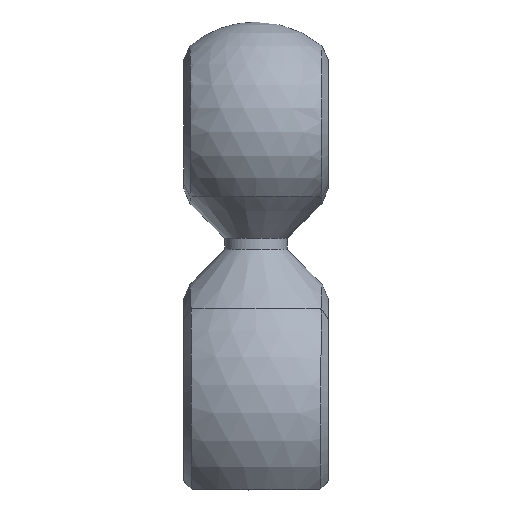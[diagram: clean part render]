
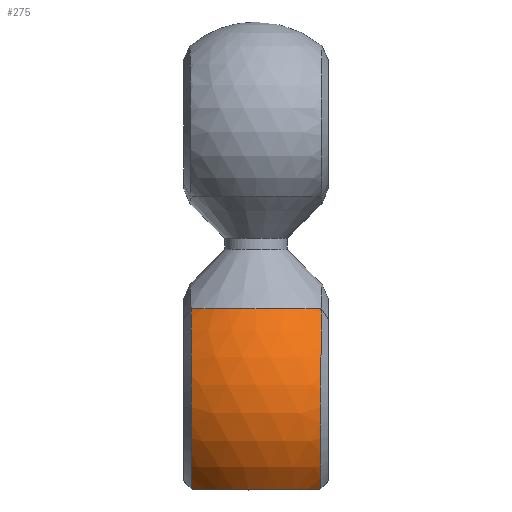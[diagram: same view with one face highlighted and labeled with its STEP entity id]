
A CAD part, top view. The second image highlights one B-rep face of the part: STEP entity #275.
In plain terms, the highlighted spherical face has radius 5 mm.
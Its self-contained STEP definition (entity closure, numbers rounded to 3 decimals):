
#32 = VERTEX_POINT('',#33);
#33 = CARTESIAN_POINT('',(-2.535,3.536,2.464)
  );
#54 = EDGE_CURVE('',#32,#55,#57,.T.);
#55 = VERTEX_POINT('',#56);
#56 = CARTESIAN_POINT('',(2.537,3.536,2.463)
  );
#57 = CIRCLE('',#58,3.536);
#58 = AXIS2_PLACEMENT_3D('',#59,#60,#61);
#59 = CARTESIAN_POINT('',(0.,3.536,0.));
#60 = DIRECTION('',(0.,1.,-0.));
#61 = DIRECTION('',(-1.,0.,0.));
#275 = ADVANCED_FACE('',(#276),#374,.T.);
#276 = FACE_BOUND('',#277,.F.);
#277 = EDGE_LOOP('',(#278,#289,#299,#331,#332,#366));
#278 = ORIENTED_EDGE('',*,*,#279,.F.);
#279 = EDGE_CURVE('',#280,#282,#284,.T.);
#280 = VERTEX_POINT('',#281);
#281 = CARTESIAN_POINT('',(-2.478,-3.536,2.521));
#282 = VERTEX_POINT('',#283);
#283 = CARTESIAN_POINT('',(2.478,-3.536,2.521
    ));
#284 = CIRCLE('',#285,3.536);
#285 = AXIS2_PLACEMENT_3D('',#286,#287,#288);
#286 = CARTESIAN_POINT('',(0.,-3.536,0.));
#287 = DIRECTION('',(0.,1.,-0.));
#288 = DIRECTION('',(-1.,0.,0.));
#289 = ORIENTED_EDGE('',*,*,#290,.F.);
#290 = EDGE_CURVE('',#291,#280,#293,.T.);
#291 = VERTEX_POINT('',#292);
#292 = CARTESIAN_POINT('',(-2.533,-3.481,
    2.543));
#293 = B_SPLINE_CURVE_WITH_KNOTS('',4,(#294,#295,#296,#297,#298),
  .UNSPECIFIED.,.F.,.F.,(5,5),(0.,1.),.PIECEWISE_BEZIER_KNOTS.);
#294 = CARTESIAN_POINT('',(-2.533,-3.481,
    2.543));
#295 = CARTESIAN_POINT('',(-2.519,-3.495,
    2.538));
#296 = CARTESIAN_POINT('',(-2.506,-3.508,
    2.533));
#297 = CARTESIAN_POINT('',(-2.492,-3.522,
    2.527));
#298 = CARTESIAN_POINT('',(-2.478,-3.536,2.521));
#299 = ORIENTED_EDGE('',*,*,#300,.T.);
#300 = EDGE_CURVE('',#291,#32,#301,.T.);
#301 = B_SPLINE_CURVE_WITH_KNOTS('',10,(#302,#303,#304,#305,#306,#307,
    #308,#309,#310,#311,#312,#313,#314,#315,#316,#317,#318,#319,#320,
    #321,#322,#323,#324,#325,#326,#327,#328,#329,#330),.UNSPECIFIED.,.F.
  ,.F.,(11,9,9,11),(-1.333,-0.51,0.,7.741),
  .UNSPECIFIED.);
#302 = CARTESIAN_POINT('',(-2.532,-4.322,
    0.871));
#303 = CARTESIAN_POINT('',(-2.532,-4.285,
    0.955));
#304 = CARTESIAN_POINT('',(-2.532,-4.248,
    1.04));
#305 = CARTESIAN_POINT('',(-2.532,-4.212,
    1.124));
#306 = CARTESIAN_POINT('',(-2.532,-4.175,
    1.208));
#307 = CARTESIAN_POINT('',(-2.533,-4.138,
    1.293));
#308 = CARTESIAN_POINT('',(-2.533,-4.102,
    1.377));
#309 = CARTESIAN_POINT('',(-2.533,-4.065,1.462
    ));
#310 = CARTESIAN_POINT('',(-2.533,-4.028,
    1.546));
#311 = CARTESIAN_POINT('',(-2.533,-3.992,
    1.63));
#312 = CARTESIAN_POINT('',(-2.533,-3.933,1.767)
  );
#313 = CARTESIAN_POINT('',(-2.533,-3.909,
    1.819));
#314 = CARTESIAN_POINT('',(-2.533,-3.885,1.87)
  );
#315 = CARTESIAN_POINT('',(-2.533,-3.86,
    1.921));
#316 = CARTESIAN_POINT('',(-2.533,-3.835,
    1.972));
#317 = CARTESIAN_POINT('',(-2.533,-3.809,
    2.022));
#318 = CARTESIAN_POINT('',(-2.533,-3.782,2.071
    ));
#319 = CARTESIAN_POINT('',(-2.533,-3.754,2.121
    ));
#320 = CARTESIAN_POINT('',(-2.533,-3.726,
    2.169));
#321 = CARTESIAN_POINT('',(-2.533,-3.255,
    2.954));
#322 = CARTESIAN_POINT('',(-2.533,-2.65,
    3.592));
#323 = CARTESIAN_POINT('',(-2.533,-1.907,
    4.093));
#324 = CARTESIAN_POINT('',(-2.533,-1.062,
    4.419));
#325 = CARTESIAN_POINT('',(-2.533,-0.158,
    4.557));
#326 = CARTESIAN_POINT('',(-2.534,0.753,4.48
    ));
#327 = CARTESIAN_POINT('',(-2.532,1.615,4.218
    ));
#328 = CARTESIAN_POINT('',(-2.539,2.402,3.769
    ));
#329 = CARTESIAN_POINT('',(-2.54,3.053,3.152
    ));
#330 = CARTESIAN_POINT('',(-2.535,3.536,2.464
    ));
#331 = ORIENTED_EDGE('',*,*,#54,.T.);
#332 = ORIENTED_EDGE('',*,*,#333,.F.);
#333 = EDGE_CURVE('',#334,#55,#336,.T.);
#334 = VERTEX_POINT('',#335);
#335 = CARTESIAN_POINT('',(2.533,-3.481,2.543
    ));
#336 = B_SPLINE_CURVE_WITH_KNOTS('',10,(#337,#338,#339,#340,#341,#342,
    #343,#344,#345,#346,#347,#348,#349,#350,#351,#352,#353,#354,#355,
    #356,#357,#358,#359,#360,#361,#362,#363,#364,#365),.UNSPECIFIED.,.F.
  ,.F.,(11,9,9,11),(-1.309,-0.502,0.,7.62),
  .UNSPECIFIED.);
#337 = CARTESIAN_POINT('',(2.532,-4.32,0.875
    ));
#338 = CARTESIAN_POINT('',(2.532,-4.284,0.959)
  );
#339 = CARTESIAN_POINT('',(2.532,-4.247,1.043
    ));
#340 = CARTESIAN_POINT('',(2.532,-4.211,1.127
    ));
#341 = CARTESIAN_POINT('',(2.532,-4.174,1.211
    ));
#342 = CARTESIAN_POINT('',(2.533,-4.138,1.295)
  );
#343 = CARTESIAN_POINT('',(2.533,-4.101,1.379)
  );
#344 = CARTESIAN_POINT('',(2.533,-4.065,1.463
    ));
#345 = CARTESIAN_POINT('',(2.533,-4.028,1.547
    ));
#346 = CARTESIAN_POINT('',(2.533,-3.992,1.631
    ));
#347 = CARTESIAN_POINT('',(2.533,-3.933,1.767)
  );
#348 = CARTESIAN_POINT('',(2.533,-3.909,1.819
    ));
#349 = CARTESIAN_POINT('',(2.533,-3.885,1.87)
  );
#350 = CARTESIAN_POINT('',(2.533,-3.86,1.921)
  );
#351 = CARTESIAN_POINT('',(2.533,-3.835,1.972
    ));
#352 = CARTESIAN_POINT('',(2.533,-3.809,2.022)
  );
#353 = CARTESIAN_POINT('',(2.533,-3.782,2.071
    ));
#354 = CARTESIAN_POINT('',(2.533,-3.754,2.121)
  );
#355 = CARTESIAN_POINT('',(2.533,-3.726,2.169
    ));
#356 = CARTESIAN_POINT('',(2.533,-3.255,2.954
    ));
#357 = CARTESIAN_POINT('',(2.533,-2.651,3.592
    ));
#358 = CARTESIAN_POINT('',(2.533,-1.908,4.092
    ));
#359 = CARTESIAN_POINT('',(2.533,-1.065,4.418
    ));
#360 = CARTESIAN_POINT('',(2.533,-0.158,4.558)
  );
#361 = CARTESIAN_POINT('',(2.534,0.749,4.477)
  );
#362 = CARTESIAN_POINT('',(2.531,1.611,4.223)
  );
#363 = CARTESIAN_POINT('',(2.545,2.407,3.768)
  );
#364 = CARTESIAN_POINT('',(2.545,3.06,3.136)
  );
#365 = CARTESIAN_POINT('',(2.537,3.536,2.463)
  );
#366 = ORIENTED_EDGE('',*,*,#367,.T.);
#367 = EDGE_CURVE('',#334,#282,#368,.T.);
#368 = B_SPLINE_CURVE_WITH_KNOTS('',4,(#369,#370,#371,#372,#373),
  .UNSPECIFIED.,.F.,.F.,(5,5),(0.,1.),.PIECEWISE_BEZIER_KNOTS.);
#369 = CARTESIAN_POINT('',(2.533,-3.481,2.543
    ));
#370 = CARTESIAN_POINT('',(2.519,-3.495,2.538
    ));
#371 = CARTESIAN_POINT('',(2.506,-3.508,2.533
    ));
#372 = CARTESIAN_POINT('',(2.492,-3.522,2.527)
  );
#373 = CARTESIAN_POINT('',(2.478,-3.536,2.521
    ));
#374 = SPHERICAL_SURFACE('',#375,5.);
#375 = AXIS2_PLACEMENT_3D('',#376,#377,#378);
#376 = CARTESIAN_POINT('',(0.,0.,0.));
#377 = DIRECTION('',(-0.,-1.,-0.));
#378 = DIRECTION('',(-1.,0.,0.));
